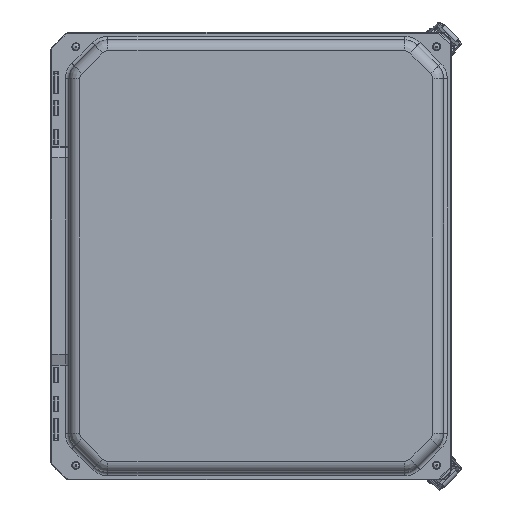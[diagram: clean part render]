
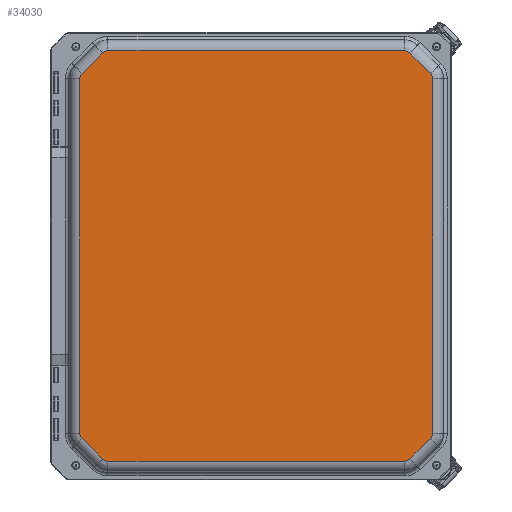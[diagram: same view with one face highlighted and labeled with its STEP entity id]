
A CAD part, top view. The second image highlights one B-rep face of the part: STEP entity #34030.
In plain terms, the highlighted planar face has unit normal (0, 0, 1).
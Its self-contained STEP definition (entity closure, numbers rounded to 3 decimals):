
#4590=LINE($,#74563,#6864);
#4593=LINE($,#74570,#6867);
#4594=LINE($,#74599,#6868);
#4595=LINE($,#74603,#6869);
#4596=LINE($,#74633,#6870);
#4598=LINE($,#74639,#6872);
#4599=LINE($,#74668,#6873);
#4600=LINE($,#74672,#6874);
#6864=VECTOR($,#47568,10.268);
#6867=VECTOR($,#47575,1.013);
#6868=VECTOR($,#47590,1.013);
#6869=VECTOR($,#47595,12.27);
#6870=VECTOR($,#47610,12.27);
#6872=VECTOR($,#47616,1.013);
#6873=VECTOR($,#47631,1.013);
#6874=VECTOR($,#47636,10.268);
#7694=PLANE($,#37941);
#9856=FACE_OUTER_BOUND($,#12089,.T.);
#12089=EDGE_LOOP($,(#30737,#30738,#30739,#30740,#30741,#30742,#30743,#30744,
#30745,#30746,#30747,#30748,#30749,#30750,#30751,#30752));
#13768=CIRCLE($,#37904,0.254);
#13774=CIRCLE($,#37912,0.254);
#13777=CIRCLE($,#37915,0.254);
#13781=CIRCLE($,#37921,0.254);
#13784=CIRCLE($,#37924,0.254);
#13788=CIRCLE($,#37930,0.254);
#13791=CIRCLE($,#37933,0.254);
#13794=CIRCLE($,#37938,0.254);
#16565=VERTEX_POINT($,#74553);
#16566=VERTEX_POINT($,#74555);
#16568=VERTEX_POINT($,#74561);
#16569=VERTEX_POINT($,#74566);
#16571=VERTEX_POINT($,#74580);
#16572=VERTEX_POINT($,#74592);
#16573=VERTEX_POINT($,#74597);
#16574=VERTEX_POINT($,#74601);
#16575=VERTEX_POINT($,#74613);
#16576=VERTEX_POINT($,#74625);
#16578=VERTEX_POINT($,#74631);
#16579=VERTEX_POINT($,#74635);
#16581=VERTEX_POINT($,#74649);
#16582=VERTEX_POINT($,#74661);
#16583=VERTEX_POINT($,#74666);
#16584=VERTEX_POINT($,#74670);
#21353=EDGE_CURVE($,#16565,#16566,#13768,.T.);
#21357=EDGE_CURVE($,#16568,#16565,#4590,.T.);
#21361=EDGE_CURVE($,#16566,#16569,#4593,.T.);
#21363=EDGE_CURVE($,#16571,#16568,#13774,.T.);
#21366=EDGE_CURVE($,#16569,#16572,#13777,.T.);
#21368=EDGE_CURVE($,#16573,#16571,#4594,.T.);
#21370=EDGE_CURVE($,#16572,#16574,#4595,.T.);
#21372=EDGE_CURVE($,#16575,#16573,#13781,.T.);
#21375=EDGE_CURVE($,#16574,#16576,#13784,.T.);
#21377=EDGE_CURVE($,#16578,#16575,#4596,.T.);
#21380=EDGE_CURVE($,#16576,#16579,#4598,.T.);
#21382=EDGE_CURVE($,#16581,#16578,#13788,.T.);
#21385=EDGE_CURVE($,#16579,#16582,#13791,.T.);
#21387=EDGE_CURVE($,#16583,#16581,#4599,.T.);
#21389=EDGE_CURVE($,#16582,#16584,#4600,.T.);
#21390=EDGE_CURVE($,#16584,#16583,#13794,.T.);
#30737=ORIENTED_EDGE($,*,*,#21353,.F.);
#30738=ORIENTED_EDGE($,*,*,#21357,.F.);
#30739=ORIENTED_EDGE($,*,*,#21363,.F.);
#30740=ORIENTED_EDGE($,*,*,#21368,.F.);
#30741=ORIENTED_EDGE($,*,*,#21372,.F.);
#30742=ORIENTED_EDGE($,*,*,#21377,.F.);
#30743=ORIENTED_EDGE($,*,*,#21382,.F.);
#30744=ORIENTED_EDGE($,*,*,#21387,.F.);
#30745=ORIENTED_EDGE($,*,*,#21390,.F.);
#30746=ORIENTED_EDGE($,*,*,#21389,.F.);
#30747=ORIENTED_EDGE($,*,*,#21385,.F.);
#30748=ORIENTED_EDGE($,*,*,#21380,.F.);
#30749=ORIENTED_EDGE($,*,*,#21375,.F.);
#30750=ORIENTED_EDGE($,*,*,#21370,.F.);
#30751=ORIENTED_EDGE($,*,*,#21366,.F.);
#30752=ORIENTED_EDGE($,*,*,#21361,.F.);
#34030=ADVANCED_FACE($,(#9856),#7694,.T.);
#37904=AXIS2_PLACEMENT_3D($,#74556,#47558,#47559);
#37912=AXIS2_PLACEMENT_3D($,#74582,#47578,#47579);
#37915=AXIS2_PLACEMENT_3D($,#74595,#47584,#47585);
#37921=AXIS2_PLACEMENT_3D($,#74615,#47598,#47599);
#37924=AXIS2_PLACEMENT_3D($,#74629,#47604,#47605);
#37930=AXIS2_PLACEMENT_3D($,#74651,#47619,#47620);
#37933=AXIS2_PLACEMENT_3D($,#74664,#47625,#47626);
#37938=AXIS2_PLACEMENT_3D($,#74682,#47637,#47638);
#37941=AXIS2_PLACEMENT_3D($,#74687,#47645,#47646);
#47558=DIRECTION('center_axis',(0.,0.,-1.));
#47559=DIRECTION('ref_axis',(-0.383,-0.924,0.));
#47568=DIRECTION($,(-1.,0.,0.));
#47575=DIRECTION($,(-0.707,0.707,0.));
#47578=DIRECTION('center_axis',(0.,0.,-1.));
#47579=DIRECTION('ref_axis',(0.383,-0.924,0.));
#47584=DIRECTION('center_axis',(0.,0.,-1.));
#47585=DIRECTION('ref_axis',(-0.924,-0.383,0.));
#47590=DIRECTION($,(-0.707,-0.707,0.));
#47595=DIRECTION($,(0.,1.,0.));
#47598=DIRECTION('center_axis',(0.,0.,-1.));
#47599=DIRECTION('ref_axis',(0.924,-0.383,0.));
#47604=DIRECTION('center_axis',(0.,0.,-1.));
#47605=DIRECTION('ref_axis',(-0.924,0.383,0.));
#47610=DIRECTION($,(0.,-1.,0.));
#47616=DIRECTION($,(0.707,0.707,0.));
#47619=DIRECTION('center_axis',(0.,0.,-1.));
#47620=DIRECTION('ref_axis',(0.924,0.383,0.));
#47625=DIRECTION('center_axis',(0.,0.,-1.));
#47626=DIRECTION('ref_axis',(-0.383,0.924,0.));
#47631=DIRECTION($,(0.707,-0.707,0.));
#47636=DIRECTION($,(1.,0.,0.));
#47637=DIRECTION('center_axis',(0.,0.,-1.));
#47638=DIRECTION('ref_axis',(0.383,0.924,0.));
#47645=DIRECTION('center_axis',(0.,0.,1.));
#47646=DIRECTION('ref_axis',(1.,0.,0.));
#74553=CARTESIAN_POINT('',(-4.946,-7.105,1.));
#74555=CARTESIAN_POINT('',(-5.125,-7.031,1.));
#74556=CARTESIAN_POINT('Origin',(-4.946,-6.852,1.));
#74561=CARTESIAN_POINT('',(5.323,-7.105,1.));
#74563=CARTESIAN_POINT($,(5.323,-7.105,1.));
#74566=CARTESIAN_POINT('',(-5.842,-6.315,1.));
#74570=CARTESIAN_POINT($,(-5.125,-7.031,1.));
#74580=CARTESIAN_POINT('',(5.502,-7.031,1.));
#74582=CARTESIAN_POINT('Origin',(5.323,-6.852,1.));
#74592=CARTESIAN_POINT('',(-5.916,-6.135,1.));
#74595=CARTESIAN_POINT('Origin',(-5.662,-6.135,1.));
#74597=CARTESIAN_POINT('',(6.219,-6.315,1.));
#74599=CARTESIAN_POINT($,(6.219,-6.315,1.));
#74601=CARTESIAN_POINT('',(-5.916,6.135,1.));
#74603=CARTESIAN_POINT($,(-5.916,-6.135,1.));
#74613=CARTESIAN_POINT('',(6.293,-6.135,1.));
#74615=CARTESIAN_POINT('Origin',(6.039,-6.135,1.));
#74625=CARTESIAN_POINT('',(-5.842,6.315,1.));
#74629=CARTESIAN_POINT('Origin',(-5.662,6.135,1.));
#74631=CARTESIAN_POINT('',(6.293,6.135,1.));
#74633=CARTESIAN_POINT($,(6.293,6.135,1.));
#74635=CARTESIAN_POINT('',(-5.125,7.031,1.));
#74639=CARTESIAN_POINT($,(-5.842,6.315,1.));
#74649=CARTESIAN_POINT('',(6.219,6.315,1.));
#74651=CARTESIAN_POINT('Origin',(6.039,6.135,1.));
#74661=CARTESIAN_POINT('',(-4.946,7.105,1.));
#74664=CARTESIAN_POINT('Origin',(-4.946,6.852,1.));
#74666=CARTESIAN_POINT('',(5.502,7.031,1.));
#74668=CARTESIAN_POINT($,(5.502,7.031,1.));
#74670=CARTESIAN_POINT('',(5.323,7.105,1.));
#74672=CARTESIAN_POINT($,(-4.946,7.105,1.));
#74682=CARTESIAN_POINT('Origin',(5.323,6.852,1.));
#74687=CARTESIAN_POINT('Origin',(0.189,0.,1.));
